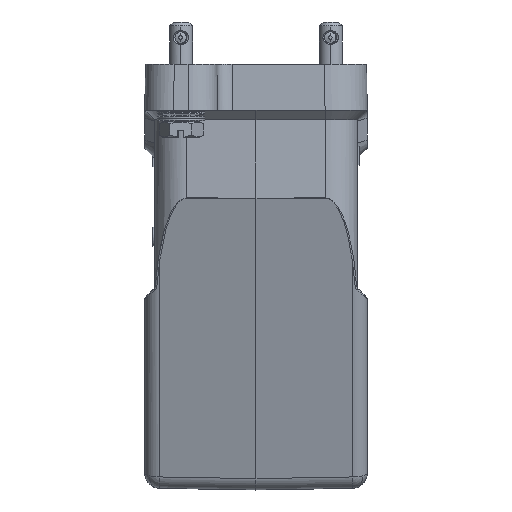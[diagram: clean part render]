
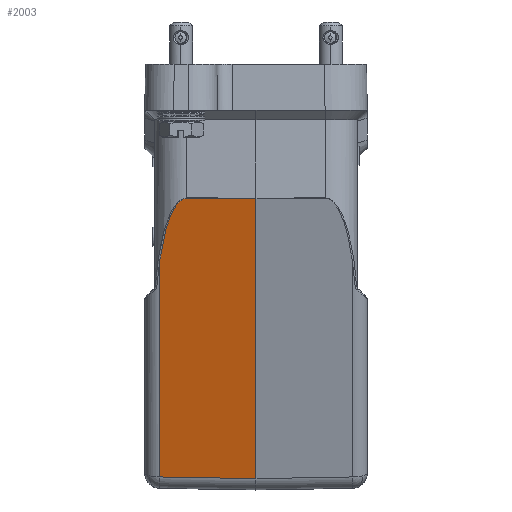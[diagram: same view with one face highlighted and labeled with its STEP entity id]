
A CAD part, left-side view. The second image highlights one B-rep face of the part: STEP entity #2003.
In plain terms, the highlighted planar face has unit normal (-0.966, 0.018, -0.259).
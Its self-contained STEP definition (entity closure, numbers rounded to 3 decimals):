
#1184=FACE_OUTER_BOUND('',#3662,.T.);
#2003=ADVANCED_FACE('NONE',(#1184),#2518,.F.);
#2518=PLANE('',#15000);
#3662=EDGE_LOOP('',(#9203,#9204,#9205,#9206,#9207));
#4701=LINE('',#30629,#5705);
#4738=LINE('',#31194,#5742);
#4739=LINE('',#31197,#5743);
#4740=LINE('',#31198,#5744);
#5705=VECTOR('',#17866,1.);
#5742=VECTOR('',#17973,1.);
#5743=VECTOR('',#17974,1.);
#5744=VECTOR('',#17975,1.);
#9203=ORIENTED_EDGE('',*,*,#13179,.F.);
#9204=ORIENTED_EDGE('',*,*,#13180,.F.);
#9205=ORIENTED_EDGE('',*,*,#13108,.F.);
#9206=ORIENTED_EDGE('',*,*,#13103,.F.);
#9207=ORIENTED_EDGE('',*,*,#13181,.F.);
#11160=VERTEX_POINT('',#30470);
#11161=VERTEX_POINT('',#30475);
#11164=VERTEX_POINT('',#30630);
#11206=VERTEX_POINT('',#31195);
#11207=VERTEX_POINT('',#31196);
#13103=EDGE_CURVE('NONE',#11161,#11160,#13923,.T.);
#13108=EDGE_CURVE('NONE',#11160,#11164,#4701,.T.);
#13179=EDGE_CURVE('NONE',#11206,#11207,#4738,.T.);
#13180=EDGE_CURVE('NONE',#11164,#11206,#4739,.T.);
#13181=EDGE_CURVE('NONE',#11207,#11161,#4740,.T.);
#13923=B_SPLINE_CURVE_WITH_KNOTS('',3,(#30476,#30477,#30478,#30479,#30480,
#30481,#30482,#30483,#30484,#30485,#30486,#30487,#30488,#30489,#30490,#30491,
#30492,#30493,#30494,#30495),.UNSPECIFIED.,.F.,.F.,(4,2,2,2,2,2,2,2,2,4),
(0.,0.25,0.5,0.625,0.75,0.813,0.875,0.938,0.969,1.),.UNSPECIFIED.);
#15000=AXIS2_PLACEMENT_3D('',#31199,#17976,#17977);
#17866=DIRECTION('',(-0.017,-1.,-0.002));
#17973=DIRECTION('',(0.013,1.,0.017));
#17974=DIRECTION('',(0.259,0.,-0.966));
#17975=DIRECTION('',(-0.259,0.,0.966));
#17976=DIRECTION('',(0.966,-0.017,0.259));
#17977=DIRECTION('',(0.259,0.,-0.966));
#30470=CARTESIAN_POINT('',(-74.668,18.048,-23.022));
#30475=CARTESIAN_POINT('',(-70.235,25.07,-39.091));
#30476=CARTESIAN_POINT('',(-70.235,25.07,-39.091));
#30477=CARTESIAN_POINT('',(-70.646,24.866,-37.573));
#30478=CARTESIAN_POINT('',(-71.055,24.619,-36.062));
#30479=CARTESIAN_POINT('',(-71.87,24.009,-33.061));
#30480=CARTESIAN_POINT('',(-72.276,23.647,-31.571));
#30481=CARTESIAN_POINT('',(-72.876,22.965,-29.377));
#30482=CARTESIAN_POINT('',(-73.075,22.714,-28.653));
#30483=CARTESIAN_POINT('',(-73.466,22.142,-27.232));
#30484=CARTESIAN_POINT('',(-73.659,21.823,-26.533));
#30485=CARTESIAN_POINT('',(-73.938,21.258,-25.531));
#30486=CARTESIAN_POINT('',(-74.029,21.054,-25.205));
#30487=CARTESIAN_POINT('',(-74.204,20.607,-24.58));
#30488=CARTESIAN_POINT('',(-74.289,20.363,-24.281));
#30489=CARTESIAN_POINT('',(-74.444,19.815,-23.739));
#30490=CARTESIAN_POINT('',(-74.515,19.511,-23.494));
#30491=CARTESIAN_POINT('',(-74.597,18.996,-23.223));
#30492=CARTESIAN_POINT('',(-74.62,18.814,-23.149));
#30493=CARTESIAN_POINT('',(-74.654,18.439,-23.048));
#30494=CARTESIAN_POINT('',(-74.665,18.244,-23.022));
#30495=CARTESIAN_POINT('',(-74.668,18.048,-23.022));
#30629=CARTESIAN_POINT('',(-74.662,18.396,-23.021));
#30630=CARTESIAN_POINT('',(-74.983,0.,-23.064));
#31194=CARTESIAN_POINT('',(-55.43,0.,-96.036));
#31195=CARTESIAN_POINT('',(-55.43,0.,-96.036));
#31196=CARTESIAN_POINT('',(-55.094,25.07,-95.598));
#31197=CARTESIAN_POINT('',(-54.636,0.,-99.));
#31198=CARTESIAN_POINT('',(-54.213,25.07,-98.887));
#31199=CARTESIAN_POINT('',(-54.636,0.,-99.));
